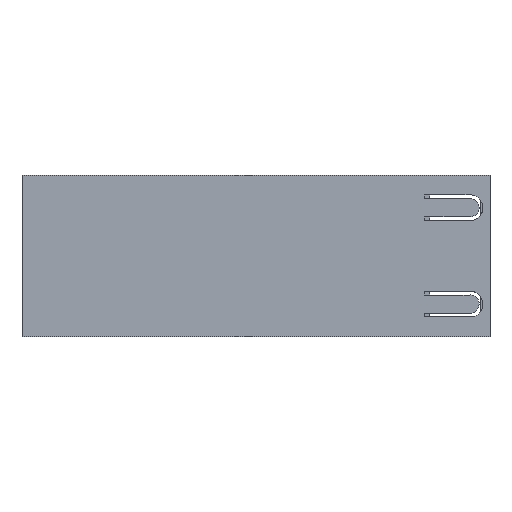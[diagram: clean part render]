
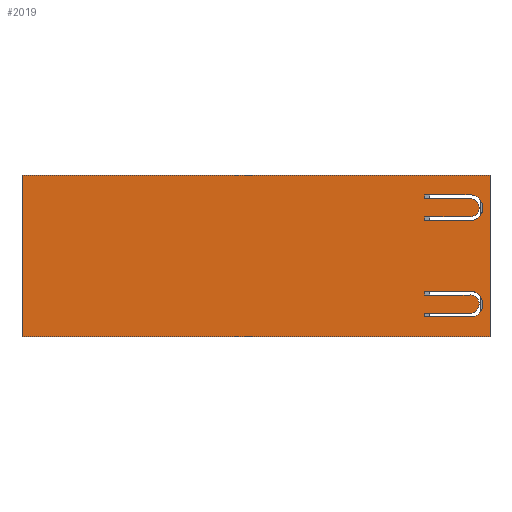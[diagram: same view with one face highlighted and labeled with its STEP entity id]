
A CAD part, front view. The second image highlights one B-rep face of the part: STEP entity #2019.
In plain terms, the highlighted planar face has unit normal (0, -1, 0).
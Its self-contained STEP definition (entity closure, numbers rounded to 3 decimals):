
#18=FACE_BOUND('',#312,.T.);
#19=FACE_BOUND('',#313,.T.);
#106=PLANE('',#2167);
#208=FACE_OUTER_BOUND('',#311,.T.);
#311=EDGE_LOOP('',(#1877,#1878,#1879,#1880));
#312=EDGE_LOOP('',(#1881,#1882,#1883,#1884,#1885,#1886,#1887,#1888));
#313=EDGE_LOOP('',(#1889,#1890,#1891,#1892,#1893,#1894,#1895,#1896));
#353=LINE('',#2784,#607);
#380=LINE('',#2842,#634);
#544=LINE('',#3265,#798);
#546=LINE('',#3269,#800);
#548=LINE('',#3272,#802);
#549=LINE('',#3275,#803);
#551=LINE('',#3279,#805);
#553=LINE('',#3282,#807);
#556=LINE('',#3288,#810);
#558=LINE('',#3292,#812);
#560=LINE('',#3296,#814);
#563=LINE('',#3304,#817);
#565=LINE('',#3308,#819);
#567=LINE('',#3312,#821);
#569=LINE('',#3318,#823);
#570=LINE('',#3319,#824);
#607=VECTOR('',#2242,10.);
#634=VECTOR('',#2285,10.);
#798=VECTOR('',#2629,10.);
#800=VECTOR('',#2633,10.);
#802=VECTOR('',#2637,10.);
#803=VECTOR('',#2640,10.);
#805=VECTOR('',#2644,10.);
#807=VECTOR('',#2648,10.);
#810=VECTOR('',#2653,10.);
#812=VECTOR('',#2657,10.);
#814=VECTOR('',#2661,10.);
#817=VECTOR('',#2670,10.);
#819=VECTOR('',#2674,10.);
#821=VECTOR('',#2678,10.);
#823=VECTOR('',#2686,10.);
#824=VECTOR('',#2687,10.);
#837=CIRCLE('',#2064,1.705);
#857=CIRCLE('',#2150,1.205);
#858=CIRCLE('',#2161,1.705);
#859=CIRCLE('',#2166,1.205);
#894=VERTEX_POINT('',#2781);
#895=VERTEX_POINT('',#2783);
#918=VERTEX_POINT('',#2841);
#920=VERTEX_POINT('',#2847);
#921=VERTEX_POINT('',#2849);
#1031=VERTEX_POINT('',#3257);
#1032=VERTEX_POINT('',#3259);
#1033=VERTEX_POINT('',#3264);
#1034=VERTEX_POINT('',#3268);
#1035=VERTEX_POINT('',#3274);
#1036=VERTEX_POINT('',#3278);
#1037=VERTEX_POINT('',#3285);
#1038=VERTEX_POINT('',#3287);
#1039=VERTEX_POINT('',#3291);
#1040=VERTEX_POINT('',#3295);
#1041=VERTEX_POINT('',#3299);
#1042=VERTEX_POINT('',#3303);
#1043=VERTEX_POINT('',#3307);
#1044=VERTEX_POINT('',#3311);
#1045=VERTEX_POINT('',#3317);
#1089=EDGE_CURVE('',#895,#894,#353,.T.);
#1118=EDGE_CURVE('',#918,#895,#380,.T.);
#1122=EDGE_CURVE('',#921,#920,#837,.T.);
#1301=EDGE_CURVE('',#1032,#1031,#857,.T.);
#1304=EDGE_CURVE('',#1033,#1032,#544,.T.);
#1306=EDGE_CURVE('',#1034,#1033,#546,.T.);
#1308=EDGE_CURVE('',#920,#1034,#548,.T.);
#1309=EDGE_CURVE('',#1035,#921,#549,.T.);
#1311=EDGE_CURVE('',#1036,#1035,#551,.T.);
#1313=EDGE_CURVE('',#1031,#1036,#553,.T.);
#1316=EDGE_CURVE('',#1038,#1037,#556,.T.);
#1318=EDGE_CURVE('',#1039,#1038,#558,.T.);
#1320=EDGE_CURVE('',#1040,#1039,#560,.T.);
#1322=EDGE_CURVE('',#1041,#1040,#858,.T.);
#1324=EDGE_CURVE('',#1042,#1041,#563,.T.);
#1326=EDGE_CURVE('',#1043,#1042,#565,.T.);
#1328=EDGE_CURVE('',#1044,#1043,#567,.T.);
#1330=EDGE_CURVE('',#1037,#1044,#859,.T.);
#1331=EDGE_CURVE('',#1045,#918,#569,.T.);
#1332=EDGE_CURVE('',#894,#1045,#570,.T.);
#1877=ORIENTED_EDGE('',*,*,#1331,.T.);
#1878=ORIENTED_EDGE('',*,*,#1118,.T.);
#1879=ORIENTED_EDGE('',*,*,#1089,.T.);
#1880=ORIENTED_EDGE('',*,*,#1332,.T.);
#1881=ORIENTED_EDGE('',*,*,#1301,.T.);
#1882=ORIENTED_EDGE('',*,*,#1313,.T.);
#1883=ORIENTED_EDGE('',*,*,#1311,.T.);
#1884=ORIENTED_EDGE('',*,*,#1309,.T.);
#1885=ORIENTED_EDGE('',*,*,#1122,.T.);
#1886=ORIENTED_EDGE('',*,*,#1308,.T.);
#1887=ORIENTED_EDGE('',*,*,#1306,.T.);
#1888=ORIENTED_EDGE('',*,*,#1304,.T.);
#1889=ORIENTED_EDGE('',*,*,#1316,.T.);
#1890=ORIENTED_EDGE('',*,*,#1330,.T.);
#1891=ORIENTED_EDGE('',*,*,#1328,.T.);
#1892=ORIENTED_EDGE('',*,*,#1326,.T.);
#1893=ORIENTED_EDGE('',*,*,#1324,.T.);
#1894=ORIENTED_EDGE('',*,*,#1322,.T.);
#1895=ORIENTED_EDGE('',*,*,#1320,.T.);
#1896=ORIENTED_EDGE('',*,*,#1318,.T.);
#2019=ADVANCED_FACE('',(#208,#18,#19),#106,.T.);
#2064=AXIS2_PLACEMENT_3D('',#2850,#2292,#2293);
#2150=AXIS2_PLACEMENT_3D('',#3260,#2623,#2624);
#2161=AXIS2_PLACEMENT_3D('',#3300,#2665,#2666);
#2166=AXIS2_PLACEMENT_3D('',#3315,#2682,#2683);
#2167=AXIS2_PLACEMENT_3D('',#3316,#2684,#2685);
#2242=DIRECTION('',(0.,0.,1.));
#2285=DIRECTION('',(1.,0.,0.));
#2292=DIRECTION('center_axis',(0.,1.,0.));
#2293=DIRECTION('ref_axis',(1.,0.,0.));
#2623=DIRECTION('center_axis',(0.,-1.,0.));
#2624=DIRECTION('ref_axis',(1.,0.,0.));
#2629=DIRECTION('',(1.,0.,0.));
#2633=DIRECTION('',(0.,0.,1.));
#2637=DIRECTION('',(-1.,0.,0.));
#2640=DIRECTION('',(1.,0.,0.));
#2644=DIRECTION('',(0.,0.,1.));
#2648=DIRECTION('',(-1.,0.,0.));
#2653=DIRECTION('',(1.,0.,0.));
#2657=DIRECTION('',(0.,0.,1.));
#2661=DIRECTION('',(-1.,0.,0.));
#2665=DIRECTION('center_axis',(0.,1.,0.));
#2666=DIRECTION('ref_axis',(1.,0.,0.));
#2670=DIRECTION('',(1.,0.,0.));
#2674=DIRECTION('',(0.,0.,1.));
#2678=DIRECTION('',(-1.,0.,0.));
#2682=DIRECTION('center_axis',(0.,-1.,0.));
#2683=DIRECTION('ref_axis',(1.,0.,0.));
#2684=DIRECTION('center_axis',(0.,-1.,0.));
#2685=DIRECTION('ref_axis',(0.,0.,-1.));
#2686=DIRECTION('',(0.,0.,-1.));
#2687=DIRECTION('',(-1.,0.,0.));
#2781=CARTESIAN_POINT('',(1.7,-1.,10.7));
#2783=CARTESIAN_POINT('',(1.7,-1.,-10.7));
#2784=CARTESIAN_POINT('',(1.7,-1.,10.7));
#2841=CARTESIAN_POINT('',(-60.2,-1.,-10.7));
#2842=CARTESIAN_POINT('',(1.7,-1.,-10.7));
#2847=CARTESIAN_POINT('',(-0.939,-1.,-8.063));
#2849=CARTESIAN_POINT('',(-1.096,-1.,-4.66));
#2850=CARTESIAN_POINT('Origin',(-0.939,-1.,-6.358));
#3257=CARTESIAN_POINT('',(-1.071,-1.,-5.16));
#3259=CARTESIAN_POINT('',(-0.939,-1.,-7.563));
#3260=CARTESIAN_POINT('Origin',(-0.939,-1.,-6.358));
#3264=CARTESIAN_POINT('',(-6.939,-1.,-7.563));
#3265=CARTESIAN_POINT('',(-18.094,-1.,-7.563));
#3268=CARTESIAN_POINT('',(-6.939,-1.,-8.063));
#3269=CARTESIAN_POINT('',(-6.939,-1.,-4.032));
#3272=CARTESIAN_POINT('',(-15.094,-1.,-8.063));
#3274=CARTESIAN_POINT('',(-6.939,-1.,-4.66));
#3275=CARTESIAN_POINT('',(-18.094,-1.,-4.66));
#3278=CARTESIAN_POINT('',(-6.939,-1.,-5.16));
#3279=CARTESIAN_POINT('',(-6.939,-1.,-2.58));
#3282=CARTESIAN_POINT('',(-15.161,-1.,-5.16));
#3285=CARTESIAN_POINT('',(-1.018,-1.,5.183));
#3287=CARTESIAN_POINT('',(-6.94,-1.,5.183));
#3288=CARTESIAN_POINT('',(-18.095,-1.,5.183));
#3291=CARTESIAN_POINT('',(-6.94,-1.,4.683));
#3292=CARTESIAN_POINT('',(-6.94,-1.,2.342));
#3295=CARTESIAN_POINT('',(-1.033,-1.,4.683));
#3296=CARTESIAN_POINT('',(-15.142,-1.,4.683));
#3299=CARTESIAN_POINT('',(-0.94,-1.,8.091));
#3300=CARTESIAN_POINT('Origin',(-0.94,-1.,6.386));
#3303=CARTESIAN_POINT('',(-6.94,-1.,8.091));
#3304=CARTESIAN_POINT('',(-18.095,-1.,8.091));
#3307=CARTESIAN_POINT('',(-6.94,-1.,7.591));
#3308=CARTESIAN_POINT('',(-6.94,-1.,3.795));
#3311=CARTESIAN_POINT('',(-0.94,-1.,7.591));
#3312=CARTESIAN_POINT('',(-15.095,-1.,7.591));
#3315=CARTESIAN_POINT('Origin',(-0.94,-1.,6.386));
#3316=CARTESIAN_POINT('Origin',(-29.25,-1.,0.));
#3317=CARTESIAN_POINT('',(-60.2,-1.,10.7));
#3318=CARTESIAN_POINT('',(-60.2,-1.,-10.7));
#3319=CARTESIAN_POINT('',(-60.2,-1.,10.7));
